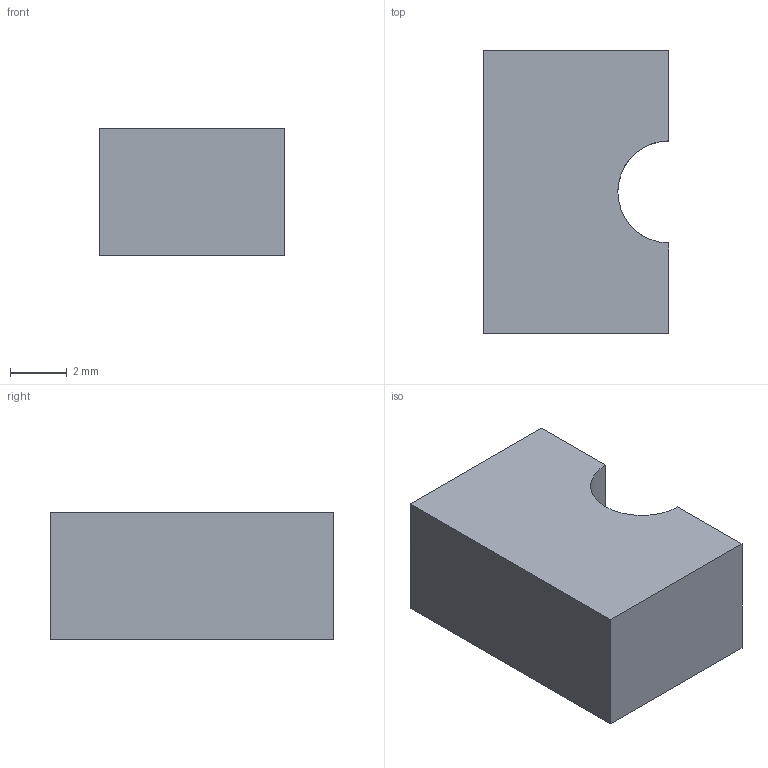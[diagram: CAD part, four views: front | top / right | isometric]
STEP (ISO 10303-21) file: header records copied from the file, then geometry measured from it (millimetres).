
FILE_DESCRIPTION((''),'2;1');
FILE_NAME('','2021-04-06T10:27:29',(''),(''),'','CADfix','');
FILE_SCHEMA(('AUTOMOTIVE_DESIGN { 1 0 10303 214 1 1 1 1 }'));
Length unit declared in the file: millimetre
Bounding box: 6.55 x 10 x 4.5 mm (x, y, z)
Volume: 271.9 mm3; surface area: 279 mm2
Topology: 1 solids, 1 shells, 8 faces, 20 edges, 14 vertices
Faces by surface type: plane 7, cylinder 1
Entity records: 254 total; most frequent: CARTESIAN_POINT 58, ORIENTED_EDGE 40, DIRECTION 32, EDGE_CURVE 20, VECTOR 16, LINE 16, VERTEX_POINT 14, AXIS2_PLACEMENT_3D 8
